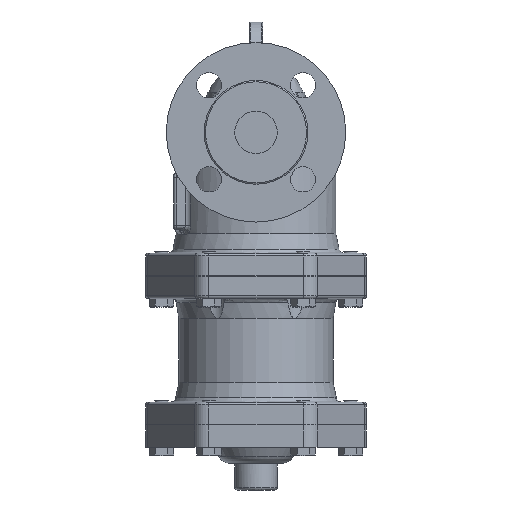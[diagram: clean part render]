
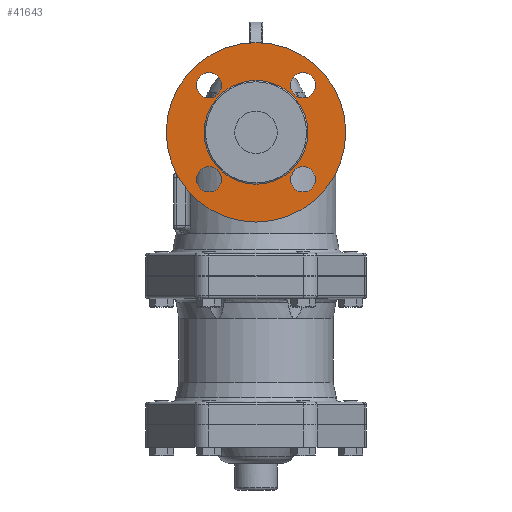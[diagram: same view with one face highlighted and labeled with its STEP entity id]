
A CAD part, left-side view. The second image highlights one B-rep face of the part: STEP entity #41643.
In plain terms, the highlighted free-form (B-spline) face has degree [1, 1] with [2, 2] control points.
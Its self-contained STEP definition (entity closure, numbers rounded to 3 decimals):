
#41565=CARTESIAN_POINT('',(-107.5,0.0,147.0));
#41566=VERTEX_POINT('',#41565);
#41567=CARTESIAN_POINT('',(-107.5,0.0,108.0));
#41568=DIRECTION('',(-1.0,0.0,0.0));
#41569=DIRECTION('',(0.0,0.0,-1.0));
#41570=AXIS2_PLACEMENT_3D('',#41567,#41568,#41569);
#41571=CIRCLE('',#41570,39.);
#41572=EDGE_CURVE('',#41566,#41566,#41571,.T.);
#41580=CARTESIAN_POINT('',(-107.5,67.5,175.5));
#41581=CARTESIAN_POINT('',(-107.5,67.5,40.5));
#41582=CARTESIAN_POINT('',(-107.5,-67.5,175.5));
#41583=CARTESIAN_POINT('',(-107.5,-67.5,40.5));
#41584=B_SPLINE_SURFACE_WITH_KNOTS('',1,1,((#41580,#41582),(#41581,#41583)),.UNSPECIFIED.,.F.,.F.,.U.,(2,2),(2,2),(0.0,135.0),(0.0,135.0),.UNSPECIFIED.);
#41585=CARTESIAN_POINT('',(-107.5,0.0,175.5));
#41586=VERTEX_POINT('',#41585);
#41587=CARTESIAN_POINT('',(-107.5,0.0,108.0));
#41588=DIRECTION('',(-1.0,0.0,0.0));
#41589=DIRECTION('',(0.0,0.0,1.0));
#41590=AXIS2_PLACEMENT_3D('',#41587,#41588,#41589);
#41591=CIRCLE('',#41590,67.5);
#41592=EDGE_CURVE('',#41586,#41586,#41591,.T.);
#41593=ORIENTED_EDGE('',*,*,#41592,.T.);
#41594=EDGE_LOOP('',(#41593));
#41595=FACE_OUTER_BOUND('',#41594,.T.);
#41596=CARTESIAN_POINT('',(-107.5,-25.855,72.645));
#41597=VERTEX_POINT('',#41596);
#41598=CARTESIAN_POINT('',(-107.5,-35.355,72.645));
#41599=DIRECTION('',(1.0,0.0,0.0));
#41600=DIRECTION('',(0.0,1.0,0.0));
#41601=AXIS2_PLACEMENT_3D('',#41598,#41599,#41600);
#41602=CIRCLE('',#41601,9.5);
#41603=EDGE_CURVE('',#41597,#41597,#41602,.T.);
#41604=ORIENTED_EDGE('',*,*,#41603,.T.);
#41605=EDGE_LOOP('',(#41604));
#41606=FACE_BOUND('',#41605,.T.);
#41607=CARTESIAN_POINT('',(-107.5,35.355,82.145));
#41608=VERTEX_POINT('',#41607);
#41609=CARTESIAN_POINT('',(-107.5,35.355,72.645));
#41610=DIRECTION('',(1.0,0.0,0.0));
#41611=DIRECTION('',(0.0,0.0,1.0));
#41612=AXIS2_PLACEMENT_3D('',#41609,#41610,#41611);
#41613=CIRCLE('',#41612,9.5);
#41614=EDGE_CURVE('',#41608,#41608,#41613,.T.);
#41615=ORIENTED_EDGE('',*,*,#41614,.T.);
#41616=EDGE_LOOP('',(#41615));
#41617=FACE_BOUND('',#41616,.T.);
#41618=CARTESIAN_POINT('',(-107.5,25.855,143.355));
#41619=VERTEX_POINT('',#41618);
#41620=CARTESIAN_POINT('',(-107.5,35.355,143.355));
#41621=DIRECTION('',(1.0,0.0,0.0));
#41622=DIRECTION('',(0.0,-1.0,0.0));
#41623=AXIS2_PLACEMENT_3D('',#41620,#41621,#41622);
#41624=CIRCLE('',#41623,9.5);
#41625=EDGE_CURVE('',#41619,#41619,#41624,.T.);
#41626=ORIENTED_EDGE('',*,*,#41625,.T.);
#41627=EDGE_LOOP('',(#41626));
#41628=FACE_BOUND('',#41627,.T.);
#41629=CARTESIAN_POINT('',(-107.5,-35.355,133.855));
#41630=VERTEX_POINT('',#41629);
#41631=CARTESIAN_POINT('',(-107.5,-35.355,143.355));
#41632=DIRECTION('',(1.0,0.0,0.0));
#41633=DIRECTION('',(0.0,0.0,-1.0));
#41634=AXIS2_PLACEMENT_3D('',#41631,#41632,#41633);
#41635=CIRCLE('',#41634,9.5);
#41636=EDGE_CURVE('',#41630,#41630,#41635,.T.);
#41637=ORIENTED_EDGE('',*,*,#41636,.T.);
#41638=EDGE_LOOP('',(#41637));
#41639=FACE_BOUND('',#41638,.T.);
#41640=ORIENTED_EDGE('',*,*,#41572,.F.);
#41641=EDGE_LOOP('',(#41640));
#41642=FACE_BOUND('',#41641,.T.);
#41643=ADVANCED_FACE('',(#41595,#41606,#41617,#41628,#41639,#41642),#41584,.T.);
